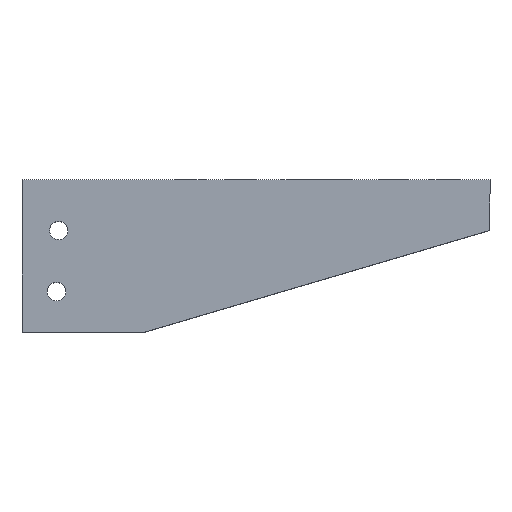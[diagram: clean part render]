
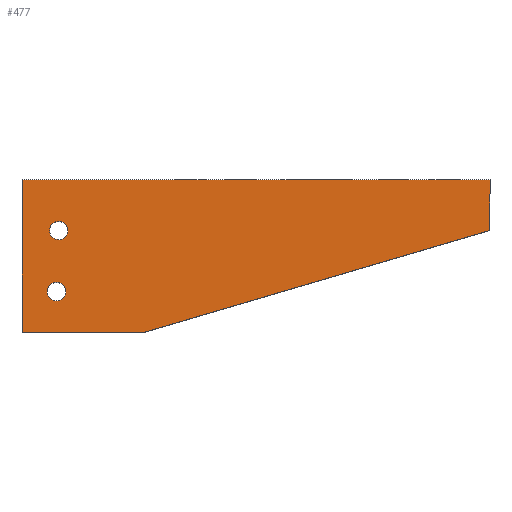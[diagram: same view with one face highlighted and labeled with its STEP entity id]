
A CAD part, top view. The second image highlights one B-rep face of the part: STEP entity #477.
In plain terms, the highlighted planar face has unit normal (0, 0, 1).
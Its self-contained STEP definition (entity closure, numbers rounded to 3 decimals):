
#9 = DIRECTION ( 'NONE',  ( 0.959, 0.282, 0. ) ) ;
#19 = VECTOR ( 'NONE', #385, 1000. ) ;
#50 = EDGE_CURVE ( 'NONE', #683, #634, #1196, .T. ) ;
#65 = ORIENTED_EDGE ( 'NONE', *, *, #722, .T. ) ;
#80 = VERTEX_POINT ( 'NONE', #1129 ) ;
#125 = EDGE_CURVE ( 'NONE', #748, #830, #521, .T. ) ;
#132 = LINE ( 'NONE', #500, #19 ) ;
#142 = CARTESIAN_POINT ( 'NONE',  ( 18., -23.5, 25. ) ) ;
#158 = DIRECTION ( 'NONE',  ( 0., -1., 0. ) ) ;
#222 = CARTESIAN_POINT ( 'NONE',  ( 215., -12.276, 25. ) ) ;
#230 = VERTEX_POINT ( 'NONE', #1248 ) ;
#248 = DIRECTION ( 'NONE',  ( 1., 0., 0. ) ) ;
#263 = ORIENTED_EDGE ( 'NONE', *, *, #50, .T. ) ;
#271 = EDGE_CURVE ( 'NONE', #748, #737, #1099, .T. ) ;
#295 = EDGE_CURVE ( 'NONE', #634, #830, #758, .T. ) ;
#312 = FACE_BOUND ( 'NONE', #550, .T. ) ;
#324 = CARTESIAN_POINT ( 'NONE',  ( 230., 0., 25. ) ) ;
#325 = EDGE_LOOP ( 'NONE', ( #523 ) ) ;
#334 = LINE ( 'NONE', #552, #785 ) ;
#340 = EDGE_CURVE ( 'NONE', #737, #80, #334, .T. ) ;
#343 = DIRECTION ( 'NONE',  ( 0., 0., 1. ) ) ;
#344 = VERTEX_POINT ( 'NONE', #719 ) ;
#385 = DIRECTION ( 'NONE',  ( 0., 1., 0. ) ) ;
#405 = LINE ( 'NONE', #679, #925 ) ;
#423 = DIRECTION ( 'NONE',  ( 0., 1., 0. ) ) ;
#430 = ORIENTED_EDGE ( 'NONE', *, *, #502, .T. ) ;
#449 = DIRECTION ( 'NONE',  ( 0., 0., -1. ) ) ;
#477 = ADVANCED_FACE ( 'NONE', ( #312, #535, #625 ), #789, .F. ) ;
#481 = ORIENTED_EDGE ( 'NONE', *, *, #271, .T. ) ;
#500 = CARTESIAN_POINT ( 'NONE',  ( 230., -12.276, 25. ) ) ;
#502 = EDGE_CURVE ( 'NONE', #80, #230, #405, .T. ) ;
#512 = EDGE_CURVE ( 'NONE', #1166, #1166, #976, .T. ) ;
#519 = CARTESIAN_POINT ( 'NONE',  ( 0., 1.5, 25. ) ) ;
#521 = LINE ( 'NONE', #756, #967 ) ;
#523 = ORIENTED_EDGE ( 'NONE', *, *, #583, .F. ) ;
#531 = EDGE_LOOP ( 'NONE', ( #481, #1170, #430, #65, #263, #806, #725 ) ) ;
#535 = FACE_BOUND ( 'NONE', #325, .T. ) ;
#539 = AXIS2_PLACEMENT_3D ( 'NONE', #1025, #343, #1142 ) ;
#550 = EDGE_LOOP ( 'NONE', ( #863 ) ) ;
#552 = CARTESIAN_POINT ( 'NONE',  ( 215., -73.5, 25. ) ) ;
#583 = EDGE_CURVE ( 'NONE', #344, #344, #885, .T. ) ;
#602 = CARTESIAN_POINT ( 'NONE',  ( 230., 0., 25. ) ) ;
#625 = FACE_OUTER_BOUND ( 'NONE', #531, .T. ) ;
#634 = VERTEX_POINT ( 'NONE', #698 ) ;
#679 = CARTESIAN_POINT ( 'NONE',  ( 219.232, -26.667, 25. ) ) ;
#683 = VERTEX_POINT ( 'NONE', #602 ) ;
#698 = CARTESIAN_POINT ( 'NONE',  ( 230., 1.5, 25. ) ) ;
#719 = CARTESIAN_POINT ( 'NONE',  ( 22.5, -23.5, 25. ) ) ;
#722 = EDGE_CURVE ( 'NONE', #230, #683, #132, .T. ) ;
#725 = ORIENTED_EDGE ( 'NONE', *, *, #125, .F. ) ;
#733 = AXIS2_PLACEMENT_3D ( 'NONE', #222, #449, #1244 ) ;
#737 = VERTEX_POINT ( 'NONE', #841 ) ;
#748 = VERTEX_POINT ( 'NONE', #1065 ) ;
#756 = CARTESIAN_POINT ( 'NONE',  ( 0., 0., 25. ) ) ;
#758 = LINE ( 'NONE', #1427, #856 ) ;
#767 = DIRECTION ( 'NONE',  ( 1., 0., 0. ) ) ;
#780 = AXIS2_PLACEMENT_3D ( 'NONE', #142, #924, #248 ) ;
#782 = DIRECTION ( 'NONE',  ( 0., 1., 0. ) ) ;
#785 = VECTOR ( 'NONE', #767, 1000. ) ;
#789 = PLANE ( 'NONE',  #733 ) ;
#806 = ORIENTED_EDGE ( 'NONE', *, *, #295, .T. ) ;
#822 = VECTOR ( 'NONE', #158, 1000. ) ;
#830 = VERTEX_POINT ( 'NONE', #519 ) ;
#839 = VECTOR ( 'NONE', #423, 1000. ) ;
#841 = CARTESIAN_POINT ( 'NONE',  ( 0., -73.5, 25. ) ) ;
#856 = VECTOR ( 'NONE', #1334, 1000. ) ;
#863 = ORIENTED_EDGE ( 'NONE', *, *, #512, .F. ) ;
#885 = CIRCLE ( 'NONE', #780, 4.5 ) ;
#924 = DIRECTION ( 'NONE',  ( 0., 0., 1. ) ) ;
#925 = VECTOR ( 'NONE', #9, 1000. ) ;
#939 = CARTESIAN_POINT ( 'NONE',  ( 0., -12.276, 25. ) ) ;
#967 = VECTOR ( 'NONE', #782, 1000. ) ;
#976 = CIRCLE ( 'NONE', #539, 4.5 ) ;
#1025 = CARTESIAN_POINT ( 'NONE',  ( 16.953, -53.482, 25. ) ) ;
#1065 = CARTESIAN_POINT ( 'NONE',  ( 0., 0., 25. ) ) ;
#1099 = LINE ( 'NONE', #939, #822 ) ;
#1129 = CARTESIAN_POINT ( 'NONE',  ( 60., -73.5, 25. ) ) ;
#1142 = DIRECTION ( 'NONE',  ( 1., 0., 0. ) ) ;
#1166 = VERTEX_POINT ( 'NONE', #1407 ) ;
#1170 = ORIENTED_EDGE ( 'NONE', *, *, #340, .T. ) ;
#1196 = LINE ( 'NONE', #324, #839 ) ;
#1244 = DIRECTION ( 'NONE',  ( 0., 1., 0. ) ) ;
#1248 = CARTESIAN_POINT ( 'NONE',  ( 230., -23.5, 25. ) ) ;
#1334 = DIRECTION ( 'NONE',  ( -1., 0., 0. ) ) ;
#1407 = CARTESIAN_POINT ( 'NONE',  ( 21.453, -53.482, 25. ) ) ;
#1427 = CARTESIAN_POINT ( 'NONE',  ( 230., 1.5, 25. ) ) ;
